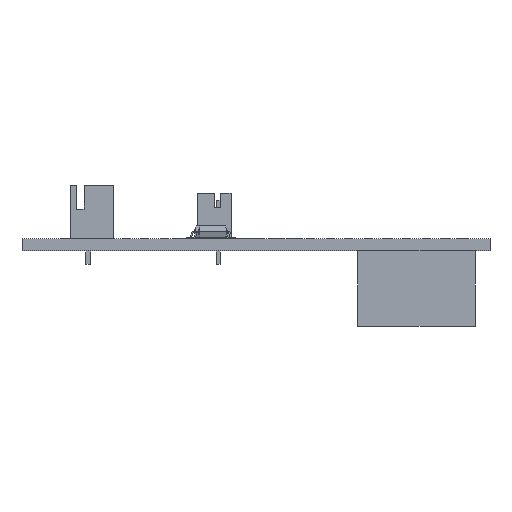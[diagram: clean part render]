
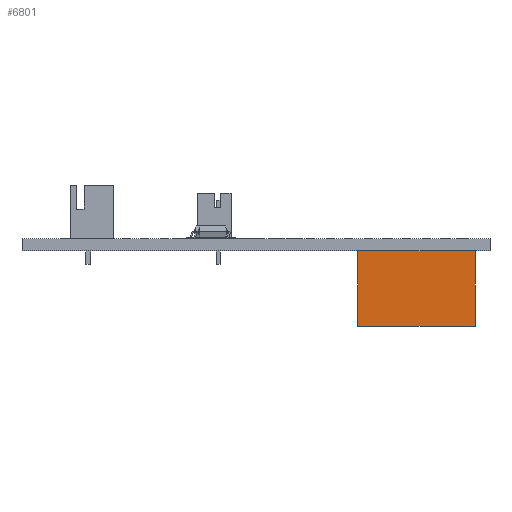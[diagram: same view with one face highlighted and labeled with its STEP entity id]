
A CAD part, front view. The second image highlights one B-rep face of the part: STEP entity #6801.
In plain terms, the highlighted planar face has unit normal (0, -1, 0).
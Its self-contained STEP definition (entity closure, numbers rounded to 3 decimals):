
#6703 = EDGE_CURVE('',#6704,#6706,#6708,.T.);
#6704 = VERTEX_POINT('',#6705);
#6705 = CARTESIAN_POINT('',(-7.747,-3.175,0.));
#6706 = VERTEX_POINT('',#6707);
#6707 = CARTESIAN_POINT('',(-7.747,-3.175,10.));
#6708 = LINE('',#6709,#6710);
#6709 = CARTESIAN_POINT('',(-7.747,-3.175,0.));
#6710 = VECTOR('',#6711,1.);
#6711 = DIRECTION('',(0.,0.,1.));
#6776 = VERTEX_POINT('',#6777);
#6777 = CARTESIAN_POINT('',(7.747,-3.175,10.));
#6783 = EDGE_CURVE('',#6784,#6776,#6786,.T.);
#6784 = VERTEX_POINT('',#6785);
#6785 = CARTESIAN_POINT('',(7.747,-3.175,0.));
#6786 = LINE('',#6787,#6788);
#6787 = CARTESIAN_POINT('',(7.747,-3.175,0.));
#6788 = VECTOR('',#6789,1.);
#6789 = DIRECTION('',(0.,0.,1.));
#6801 = ADVANCED_FACE('',(#6802),#6818,.T.);
#6802 = FACE_BOUND('',#6803,.T.);
#6803 = EDGE_LOOP('',(#6804,#6805,#6811,#6812));
#6804 = ORIENTED_EDGE('',*,*,#6783,.T.);
#6805 = ORIENTED_EDGE('',*,*,#6806,.T.);
#6806 = EDGE_CURVE('',#6776,#6706,#6807,.T.);
#6807 = LINE('',#6808,#6809);
#6808 = CARTESIAN_POINT('',(7.747,-3.175,10.));
#6809 = VECTOR('',#6810,1.);
#6810 = DIRECTION('',(-1.,0.,0.));
#6811 = ORIENTED_EDGE('',*,*,#6703,.F.);
#6812 = ORIENTED_EDGE('',*,*,#6813,.F.);
#6813 = EDGE_CURVE('',#6784,#6704,#6814,.T.);
#6814 = LINE('',#6815,#6816);
#6815 = CARTESIAN_POINT('',(7.747,-3.175,0.));
#6816 = VECTOR('',#6817,1.);
#6817 = DIRECTION('',(-1.,0.,0.));
#6818 = PLANE('',#6819);
#6819 = AXIS2_PLACEMENT_3D('',#6820,#6821,#6822);
#6820 = CARTESIAN_POINT('',(7.747,-3.175,0.));
#6821 = DIRECTION('',(0.,-1.,0.));
#6822 = DIRECTION('',(-1.,0.,0.));
